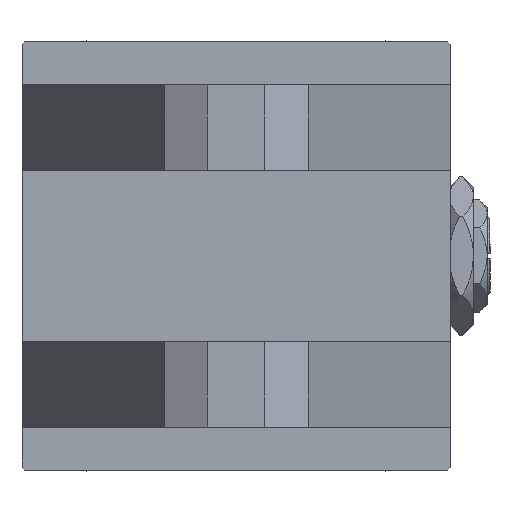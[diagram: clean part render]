
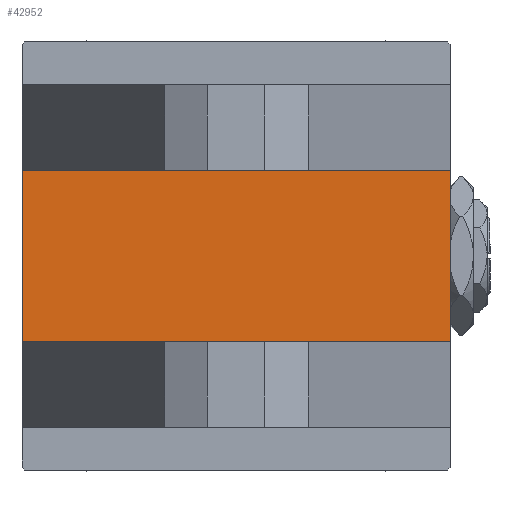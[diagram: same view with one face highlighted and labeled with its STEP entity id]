
A CAD part, left-side view. The second image highlights one B-rep face of the part: STEP entity #42952.
In plain terms, the highlighted planar face has unit normal (-1, 0, 0).
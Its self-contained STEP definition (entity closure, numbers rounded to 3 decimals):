
#4123 = VECTOR ( 'NONE', #9626, 1000. ) ;
#4685 = VERTEX_POINT ( 'NONE', #46120 ) ;
#5886 = CARTESIAN_POINT ( 'NONE',  ( 0., -15., 37.5 ) ) ;
#5918 = DIRECTION ( 'NONE',  ( 0., 0., 1. ) ) ;
#8214 = EDGE_CURVE ( 'NONE', #39650, #4685, #33711, .T. ) ;
#9626 = DIRECTION ( 'NONE',  ( 0., -1., 0. ) ) ;
#9769 = LINE ( 'NONE', #34641, #15980 ) ;
#9903 = PLANE ( 'NONE',  #32922 ) ;
#10140 = CARTESIAN_POINT ( 'NONE',  ( 0., 37.5, 37.5 ) ) ;
#13224 = EDGE_CURVE ( 'NONE', #49446, #39650, #14647, .T. ) ;
#14647 = LINE ( 'NONE', #10140, #4123 ) ;
#15980 = VECTOR ( 'NONE', #18766, 1000. ) ;
#18378 = DIRECTION ( 'NONE',  ( -1., 0., 0. ) ) ;
#18766 = DIRECTION ( 'NONE',  ( 0., 0., -1. ) ) ;
#18978 = VECTOR ( 'NONE', #26299, 1000. ) ;
#19681 = LINE ( 'NONE', #27110, #46478 ) ;
#22122 = ORIENTED_EDGE ( 'NONE', *, *, #42233, .T. ) ;
#23457 = ORIENTED_EDGE ( 'NONE', *, *, #13224, .F. ) ;
#24807 = CARTESIAN_POINT ( 'NONE',  ( 0., 15., 37.5 ) ) ;
#26299 = DIRECTION ( 'NONE',  ( 0., 0., -1. ) ) ;
#27110 = CARTESIAN_POINT ( 'NONE',  ( 0., 37.5, -37.5 ) ) ;
#28068 = ORIENTED_EDGE ( 'NONE', *, *, #43390, .T. ) ;
#32105 = DIRECTION ( 'NONE',  ( 0., -1., 0. ) ) ;
#32922 = AXIS2_PLACEMENT_3D ( 'NONE', #38240, #18378, #5918 ) ;
#33711 = LINE ( 'NONE', #5886, #18978 ) ;
#34641 = CARTESIAN_POINT ( 'NONE',  ( 0., 15., 37.5 ) ) ;
#38240 = CARTESIAN_POINT ( 'NONE',  ( 0., 0., 0. ) ) ;
#39650 = VERTEX_POINT ( 'NONE', #45725 ) ;
#40101 = ORIENTED_EDGE ( 'NONE', *, *, #8214, .F. ) ;
#42233 = EDGE_CURVE ( 'NONE', #49446, #47553, #9769, .T. ) ;
#42952 = ADVANCED_FACE ( 'NONE', ( #46215 ), #9903, .T. ) ;
#43390 = EDGE_CURVE ( 'NONE', #47553, #4685, #19681, .T. ) ;
#45530 = CARTESIAN_POINT ( 'NONE',  ( 0., 15., -37.5 ) ) ;
#45725 = CARTESIAN_POINT ( 'NONE',  ( 0., -15., 37.5 ) ) ;
#46120 = CARTESIAN_POINT ( 'NONE',  ( 0., -15., -37.5 ) ) ;
#46215 = FACE_OUTER_BOUND ( 'NONE', #50531, .T. ) ;
#46478 = VECTOR ( 'NONE', #32105, 1000. ) ;
#47553 = VERTEX_POINT ( 'NONE', #45530 ) ;
#49446 = VERTEX_POINT ( 'NONE', #24807 ) ;
#50531 = EDGE_LOOP ( 'NONE', ( #28068, #40101, #23457, #22122 ) ) ;
